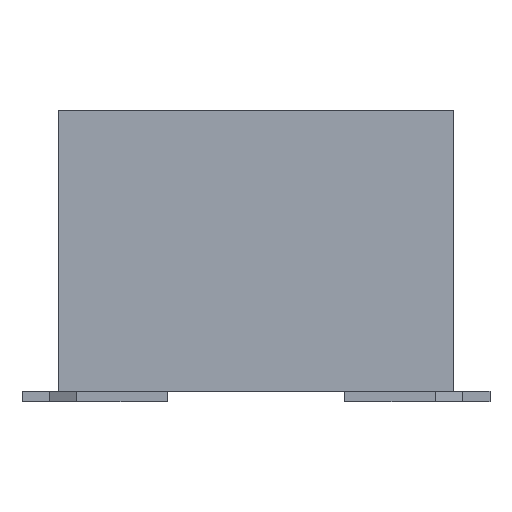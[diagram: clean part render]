
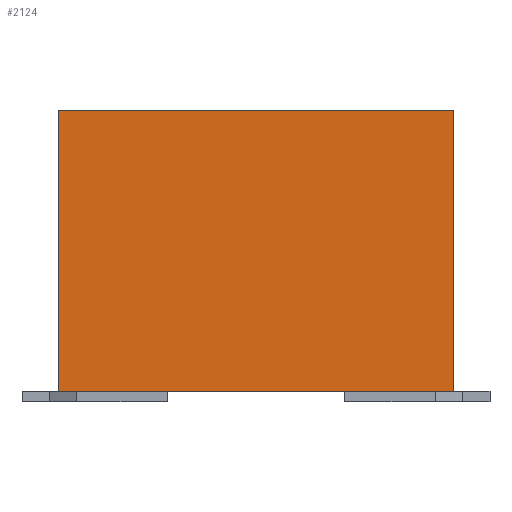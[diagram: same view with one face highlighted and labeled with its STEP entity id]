
A CAD part, left-side view. The second image highlights one B-rep face of the part: STEP entity #2124.
In plain terms, the highlighted planar face has unit normal (-1, 0, 0).
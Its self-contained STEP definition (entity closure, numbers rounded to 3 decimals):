
#27=LINE($,#2959,#327);
#28=LINE($,#2961,#328);
#29=LINE($,#2963,#329);
#30=LINE($,#2964,#330);
#327=VECTOR($,#2405,9.65);
#328=VECTOR($,#2406,6.86);
#329=VECTOR($,#2407,9.65);
#330=VECTOR($,#2408,6.86);
#628=PLANE($,#2270);
#753=FACE_OUTER_BOUND($,#877,.T.);
#877=EDGE_LOOP($,(#1515,#1516,#1517,#1518));
#1006=VERTEX_POINT($,#2957);
#1007=VERTEX_POINT($,#2958);
#1008=VERTEX_POINT($,#2960);
#1009=VERTEX_POINT($,#2962);
#1210=EDGE_CURVE($,#1006,#1007,#27,.T.);
#1211=EDGE_CURVE($,#1006,#1008,#28,.T.);
#1212=EDGE_CURVE($,#1009,#1008,#29,.T.);
#1213=EDGE_CURVE($,#1007,#1009,#30,.T.);
#1515=ORIENTED_EDGE($,*,*,#1210,.F.);
#1516=ORIENTED_EDGE($,*,*,#1211,.T.);
#1517=ORIENTED_EDGE($,*,*,#1212,.F.);
#1518=ORIENTED_EDGE($,*,*,#1213,.F.);
#2124=ADVANCED_FACE($,(#753),#628,.T.);
#2270=AXIS2_PLACEMENT_3D($,#2956,#2403,#2404);
#2403=DIRECTION('center_axis',(-1.,0.,0.));
#2404=DIRECTION('ref_axis',(0.,-1.,0.));
#2405=DIRECTION($,(0.,1.,0.));
#2406=DIRECTION($,(0.,0.,1.));
#2407=DIRECTION($,(0.,-1.,0.));
#2408=DIRECTION($,(0.,0.,1.));
#2956=CARTESIAN_POINT('Origin',(-9.525,4.825,0.));
#2957=CARTESIAN_POINT('',(-9.525,-4.825,0.25));
#2958=CARTESIAN_POINT('',(-9.525,4.825,0.25));
#2959=CARTESIAN_POINT($,(-9.525,-4.825,0.25));
#2960=CARTESIAN_POINT('',(-9.525,-4.825,7.11));
#2961=CARTESIAN_POINT($,(-9.525,-4.825,0.));
#2962=CARTESIAN_POINT('',(-9.525,4.825,7.11));
#2963=CARTESIAN_POINT($,(-9.525,-4.825,7.11));
#2964=CARTESIAN_POINT($,(-9.525,4.825,0.));
